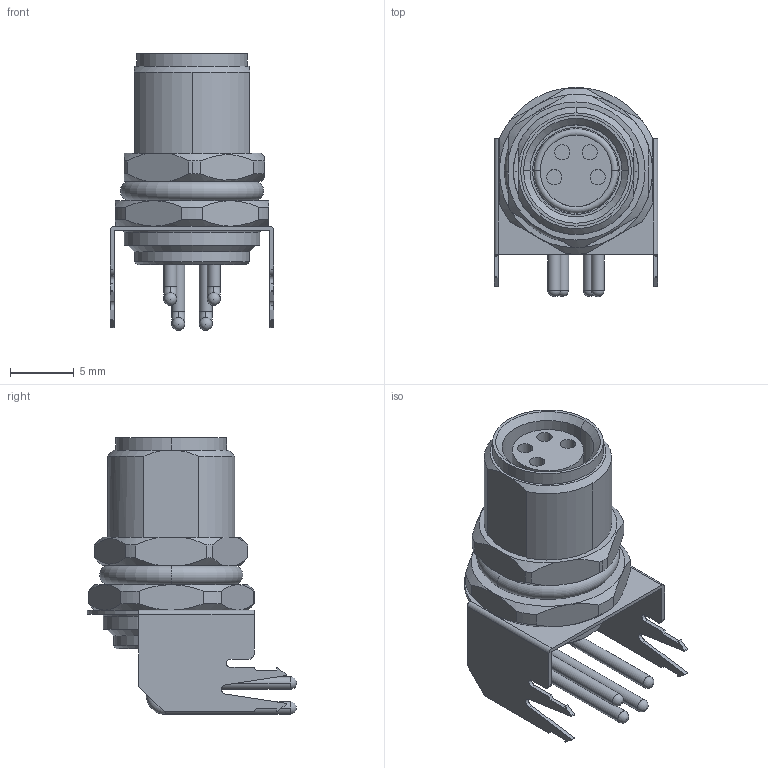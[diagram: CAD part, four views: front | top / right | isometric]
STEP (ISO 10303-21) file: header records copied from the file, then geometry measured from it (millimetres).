
FILE_DESCRIPTION (( 'STEP AP214' ), '1' );
FILE_NAME ('Same_Sky_CDM845-04A-FP-F010-67.step', '2025-04-24T19:17:43', ( '' ), ( '' ), 'SwSTEP 2.0', 'SolidWorks 2025', '' );
FILE_SCHEMA (( 'AUTOMOTIVE_DESIGN' ));
Length unit declared in the file: inch
Products named in the file (3): Same_Sky_CDM845-04A-FP-F010-67; CDM845 HOUSING; CDM845-04A PINS
Assembly tree (2 placements, depth 2):
  Same_Sky_CDM845-04A-FP-F010-67
    CDM845 HOUSING
    CDM845-04A PINS
Bounding box: 12.8 x 16.36 x 21.65 mm (x, y, z)
Volume: 1367.4 mm3; surface area: 2207.4 mm2
Topology: 3 solids, 4 shells, 209 faces, 544 edges, 350 vertices
Faces by surface type: cylinder 90, plane 70, cone 29, torus 16, sphere 4
Entity records: 6653 total; most frequent: CARTESIAN_POINT 1311, DIRECTION 1166, ORIENTED_EDGE 1072, EDGE_CURVE 536, AXIS2_PLACEMENT_3D 465, VERTEX_POINT 346, CIRCLE 251, VECTOR 236
